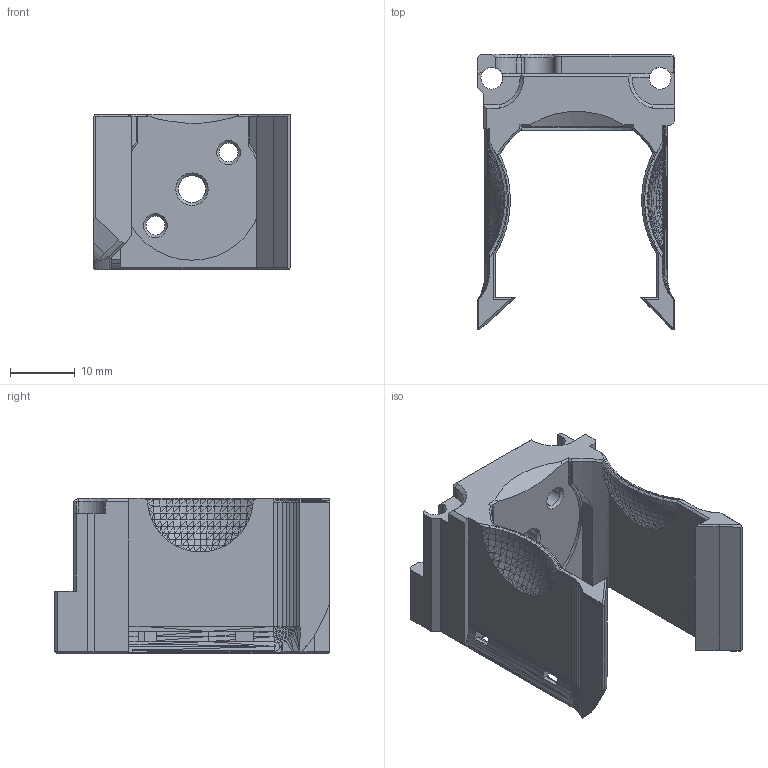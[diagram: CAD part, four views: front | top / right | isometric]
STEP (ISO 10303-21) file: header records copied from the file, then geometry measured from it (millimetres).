
FILE_DESCRIPTION(('HOOPS Exchange Step'),'2;1');
FILE_NAME('temp_export','2022-07-13T21:56:26+02:00',('manu'),('Shapr3D Limited'),'HOOPS Exchange 2022.0','Shapr3D','Authorized');
FILE_SCHEMA( ('AP203_CONFIGURATION_CONTROLLED_3D_DESIGN_OF_MECHANICAL_PARTS_AND_ASSEMBLIES_MIM_LF') );
Length unit declared in the file: millimetre
Products named in the file (4): Unnamed-VoronV0_1_FanSaver_rev0_6b001.step; cowling_universal:1; Mini-After-LGX-lite.step; root
Assembly tree (3 placements, depth 3):
  root
    Unnamed-VoronV0_1_FanSaver_rev0_6b001.step
    Mini-After-LGX-lite.step
      cowling_universal:1
Bounding box: 30.6 x 42.6 x 24 mm (x, y, z)
Volume: 8076.6 mm3; surface area: 6396.4 mm2
Topology: 1 solids, 1 shells, 1479 faces, 2843 edges, 1360 vertices
Faces by surface type: plane 1423, cylinder 28, cone 24, bspline 3, sphere 1
Full cylindrical faces by diameter (mm): 2.9 x2, 3.4 x2, 4.2 x1, 4.8 x2
Entity records: 35154 total; most frequent: CARTESIAN_POINT 6018, DIRECTION 5895, ORIENTED_EDGE 5684, EDGE_CURVE 2842, VECTOR 2661, LINE 2661, AXIS2_PLACEMENT_3D 1617, EDGE_LOOP 1488
